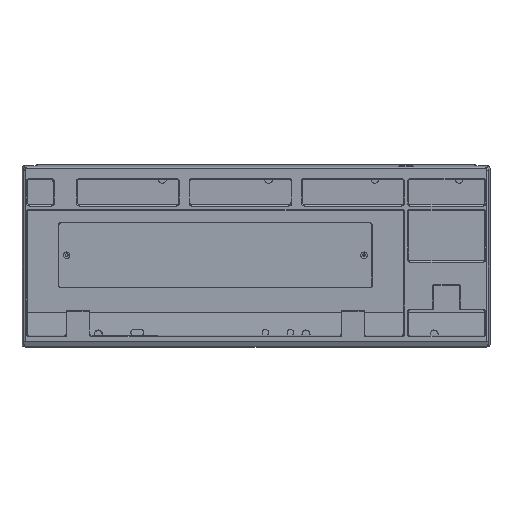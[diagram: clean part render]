
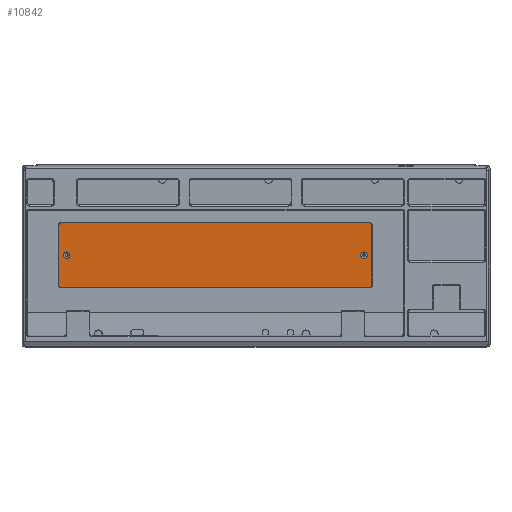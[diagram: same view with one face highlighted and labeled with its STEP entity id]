
A CAD part, top view. The second image highlights one B-rep face of the part: STEP entity #10842.
In plain terms, the highlighted planar face has unit normal (0, -0.079, 0.997).
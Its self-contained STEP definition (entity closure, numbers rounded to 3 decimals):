
#148=FACE_BOUND('',#1692,.T.);
#149=FACE_BOUND('',#1693,.T.);
#382=PLANE('',#12146);
#1039=FACE_OUTER_BOUND('',#1691,.T.);
#1691=EDGE_LOOP('',(#9928,#9929,#9930,#9931,#9932,#9933,#9934,#9935));
#1692=EDGE_LOOP('',(#9936));
#1693=EDGE_LOOP('',(#9937));
#2596=LINE('',#19071,#3510);
#2602=LINE('',#19091,#3516);
#2605=LINE('',#19099,#3519);
#2607=LINE('',#19105,#3521);
#3510=VECTOR('',#15558,10.);
#3516=VECTOR('',#15578,10.);
#3519=VECTOR('',#15587,10.);
#3521=VECTOR('',#15595,10.);
#4138=CIRCLE('',#12121,2.5);
#4141=CIRCLE('',#12126,2.5);
#4143=CIRCLE('',#12130,2.);
#4148=CIRCLE('',#12138,2.);
#4149=CIRCLE('',#12141,2.);
#4150=CIRCLE('',#12144,2.);
#5144=VERTEX_POINT('',#19040);
#5147=VERTEX_POINT('',#19050);
#5149=VERTEX_POINT('',#19058);
#5150=VERTEX_POINT('',#19059);
#5154=VERTEX_POINT('',#19069);
#5160=VERTEX_POINT('',#19085);
#5161=VERTEX_POINT('',#19089);
#5162=VERTEX_POINT('',#19093);
#5163=VERTEX_POINT('',#19097);
#5164=VERTEX_POINT('',#19101);
#6724=EDGE_CURVE('',#5144,#5144,#4138,.T.);
#6729=EDGE_CURVE('',#5147,#5147,#4141,.T.);
#6732=EDGE_CURVE('',#5149,#5150,#4143,.T.);
#6738=EDGE_CURVE('',#5149,#5154,#2596,.T.);
#6745=EDGE_CURVE('',#5160,#5154,#4148,.T.);
#6748=EDGE_CURVE('',#5160,#5161,#2602,.T.);
#6749=EDGE_CURVE('',#5162,#5161,#4149,.T.);
#6752=EDGE_CURVE('',#5162,#5163,#2605,.T.);
#6753=EDGE_CURVE('',#5164,#5163,#4150,.T.);
#6755=EDGE_CURVE('',#5164,#5150,#2607,.T.);
#9928=ORIENTED_EDGE('',*,*,#6732,.F.);
#9929=ORIENTED_EDGE('',*,*,#6738,.T.);
#9930=ORIENTED_EDGE('',*,*,#6745,.F.);
#9931=ORIENTED_EDGE('',*,*,#6748,.T.);
#9932=ORIENTED_EDGE('',*,*,#6749,.F.);
#9933=ORIENTED_EDGE('',*,*,#6752,.T.);
#9934=ORIENTED_EDGE('',*,*,#6753,.F.);
#9935=ORIENTED_EDGE('',*,*,#6755,.T.);
#9936=ORIENTED_EDGE('',*,*,#6724,.T.);
#9937=ORIENTED_EDGE('',*,*,#6729,.T.);
#10842=ADVANCED_FACE('',(#1039,#148,#149),#382,.T.);
#12121=AXIS2_PLACEMENT_3D('',#19042,#15527,#15528);
#12126=AXIS2_PLACEMENT_3D('',#19052,#15539,#15540);
#12130=AXIS2_PLACEMENT_3D('',#19060,#15548,#15549);
#12138=AXIS2_PLACEMENT_3D('',#19086,#15572,#15573);
#12141=AXIS2_PLACEMENT_3D('',#19094,#15581,#15582);
#12144=AXIS2_PLACEMENT_3D('',#19102,#15590,#15591);
#12146=AXIS2_PLACEMENT_3D('',#19106,#15596,#15597);
#15527=DIRECTION('center_axis',(0.,0.078,-0.997));
#15528=DIRECTION('ref_axis',(1.,0.,0.));
#15539=DIRECTION('center_axis',(0.,0.078,-0.997));
#15540=DIRECTION('ref_axis',(1.,0.,0.));
#15548=DIRECTION('center_axis',(0.,0.078,-0.997));
#15549=DIRECTION('ref_axis',(0.707,-0.705,-0.055));
#15558=DIRECTION('',(0.,0.997,0.078));
#15572=DIRECTION('center_axis',(0.,0.078,-0.997));
#15573=DIRECTION('ref_axis',(0.707,0.705,0.055));
#15578=DIRECTION('',(-1.,0.,0.));
#15581=DIRECTION('center_axis',(0.,0.078,-0.997));
#15582=DIRECTION('ref_axis',(-0.707,0.705,0.055));
#15587=DIRECTION('',(0.,-0.997,-0.078));
#15590=DIRECTION('center_axis',(0.,0.078,-0.997));
#15591=DIRECTION('ref_axis',(-0.707,-0.705,-0.055));
#15595=DIRECTION('',(1.,0.,0.));
#15596=DIRECTION('center_axis',(0.,-0.078,0.997));
#15597=DIRECTION('ref_axis',(1.,0.,0.));
#19040=CARTESIAN_POINT('',(-15.812,12.386,-4.521));
#19042=CARTESIAN_POINT('Origin',(-13.312,12.386,-4.521));
#19050=CARTESIAN_POINT('',(210.817,12.386,-4.521));
#19052=CARTESIAN_POINT('Origin',(213.317,12.386,-4.521));
#19058=CARTESIAN_POINT('',(219.317,-10.344,-6.31));
#19059=CARTESIAN_POINT('',(217.317,-12.337,-6.466));
#19060=CARTESIAN_POINT('Origin',(217.317,-10.344,-6.31));
#19069=CARTESIAN_POINT('',(219.317,35.116,-2.732));
#19071=CARTESIAN_POINT('',(219.317,-12.337,-6.466));
#19085=CARTESIAN_POINT('',(217.317,37.11,-2.575));
#19086=CARTESIAN_POINT('Origin',(217.317,35.116,-2.732));
#19089=CARTESIAN_POINT('',(-17.312,37.11,-2.575));
#19091=CARTESIAN_POINT('',(219.317,37.11,-2.575));
#19093=CARTESIAN_POINT('',(-19.312,35.116,-2.732));
#19094=CARTESIAN_POINT('Origin',(-17.312,35.116,-2.732));
#19097=CARTESIAN_POINT('',(-19.312,-10.344,-6.31));
#19099=CARTESIAN_POINT('',(-19.312,37.11,-2.575));
#19101=CARTESIAN_POINT('',(-17.312,-12.337,-6.466));
#19102=CARTESIAN_POINT('Origin',(-17.312,-10.344,-6.31));
#19105=CARTESIAN_POINT('',(-19.312,-12.337,-6.466));
#19106=CARTESIAN_POINT('Origin',(100.002,12.386,-4.521));
